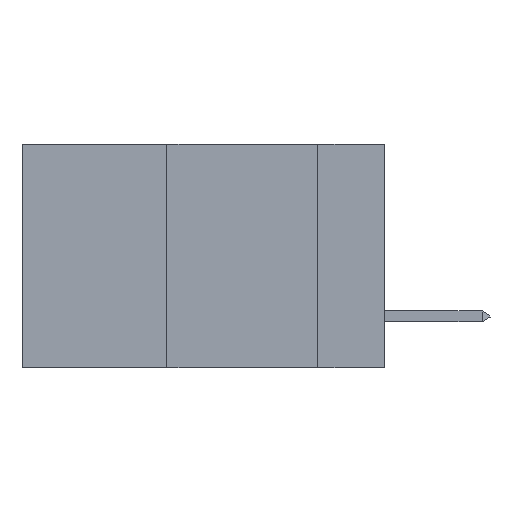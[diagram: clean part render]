
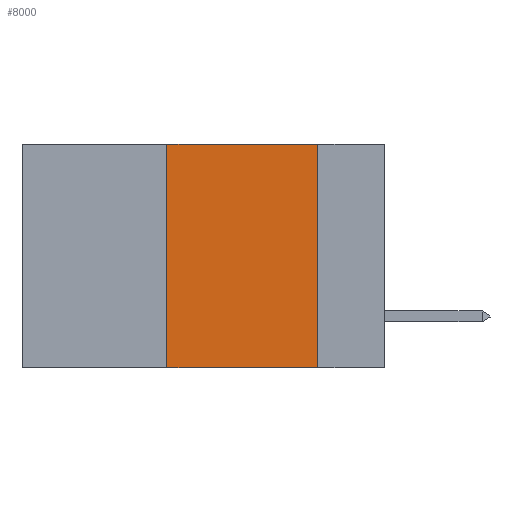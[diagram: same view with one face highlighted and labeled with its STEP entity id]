
A CAD part, left-side view. The second image highlights one B-rep face of the part: STEP entity #8000.
In plain terms, the highlighted planar face has unit normal (-1, 0, 0).
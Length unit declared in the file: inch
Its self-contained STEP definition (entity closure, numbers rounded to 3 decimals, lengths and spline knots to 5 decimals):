
#55 = LINE ( 'NONE', #15876, #14693 ) ;
#1059 = CARTESIAN_POINT ( 'NONE',  ( 0., 0.36, 0. ) ) ;
#1481 = DIRECTION ( 'NONE',  ( 1., 0., 0. ) ) ;
#1763 = EDGE_CURVE ( 'NONE', #10901, #20599, #17547, .T. ) ;
#2860 = DIRECTION ( 'NONE',  ( 0., -1., 0. ) ) ;
#3201 = ORIENTED_EDGE ( 'NONE', *, *, #3591, .F. ) ;
#3303 = DIRECTION ( 'NONE',  ( 0., 0., -1. ) ) ;
#3591 = EDGE_CURVE ( 'NONE', #4308, #3797, #17200, .T. ) ;
#3797 = VERTEX_POINT ( 'NONE', #16286 ) ;
#4308 = VERTEX_POINT ( 'NONE', #1059 ) ;
#5985 = VECTOR ( 'NONE', #20708, 39.37008 ) ;
#6832 = ORIENTED_EDGE ( 'NONE', *, *, #1763, .T. ) ;
#6881 = ORIENTED_EDGE ( 'NONE', *, *, #20453, .F. ) ;
#7149 = CARTESIAN_POINT ( 'NONE',  ( 0., 0.6, 0. ) ) ;
#7607 = EDGE_CURVE ( 'NONE', #10901, #4308, #55, .T. ) ;
#8000 = ADVANCED_FACE ( 'NONE', ( #8231 ), #18448, .F. ) ;
#8231 = FACE_OUTER_BOUND ( 'NONE', #10964, .T. ) ;
#9280 = VECTOR ( 'NONE', #2860, 39.37008 ) ;
#10901 = VERTEX_POINT ( 'NONE', #16808 ) ;
#10964 = EDGE_LOOP ( 'NONE', ( #6881, #3201, #13078, #6832 ) ) ;
#11717 = VECTOR ( 'NONE', #14890, 39.37008 ) ;
#13078 = ORIENTED_EDGE ( 'NONE', *, *, #7607, .F. ) ;
#13159 = LINE ( 'NONE', #16868, #11717 ) ;
#14375 = CARTESIAN_POINT ( 'NONE',  ( 0., 0.11, -0.37 ) ) ;
#14693 = VECTOR ( 'NONE', #23192, 39.37008 ) ;
#14890 = DIRECTION ( 'NONE',  ( 0., 0., -1. ) ) ;
#15876 = CARTESIAN_POINT ( 'NONE',  ( 0., 0.36, 0. ) ) ;
#16286 = CARTESIAN_POINT ( 'NONE',  ( 0., 0.11, 0. ) ) ;
#16298 = AXIS2_PLACEMENT_3D ( 'NONE', #7149, #1481, #3303 ) ;
#16808 = CARTESIAN_POINT ( 'NONE',  ( 0., 0.36, -0.37 ) ) ;
#16868 = CARTESIAN_POINT ( 'NONE',  ( 0., 0.11, 0. ) ) ;
#17200 = LINE ( 'NONE', #22685, #5985 ) ;
#17547 = LINE ( 'NONE', #21575, #9280 ) ;
#18448 = PLANE ( 'NONE',  #16298 ) ;
#20453 = EDGE_CURVE ( 'NONE', #3797, #20599, #13159, .T. ) ;
#20599 = VERTEX_POINT ( 'NONE', #14375 ) ;
#20708 = DIRECTION ( 'NONE',  ( 0., -1., 0. ) ) ;
#21575 = CARTESIAN_POINT ( 'NONE',  ( 0., 0.6, -0.37 ) ) ;
#22685 = CARTESIAN_POINT ( 'NONE',  ( 0., 0.6, 0. ) ) ;
#23192 = DIRECTION ( 'NONE',  ( 0., 0., 1. ) ) ;
